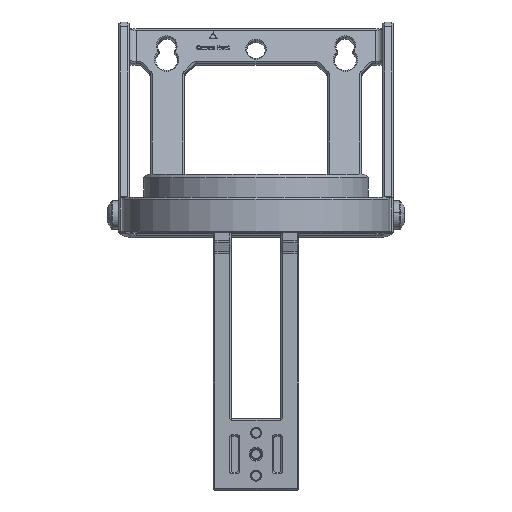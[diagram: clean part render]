
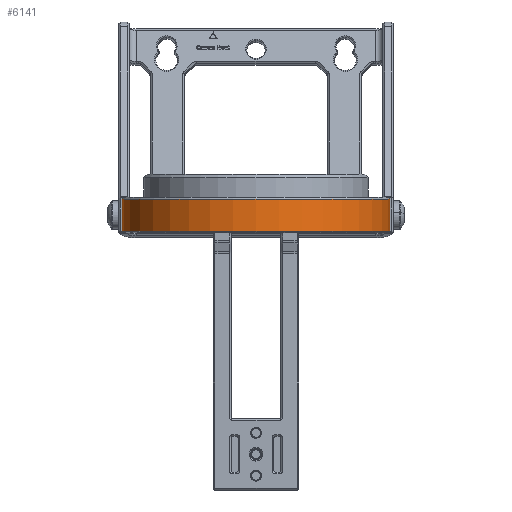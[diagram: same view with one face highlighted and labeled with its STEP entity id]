
A CAD part, front view. The second image highlights one B-rep face of the part: STEP entity #6141.
In plain terms, the highlighted cylindrical face has radius 37.5 mm (diameter 75 mm), a partial arc.
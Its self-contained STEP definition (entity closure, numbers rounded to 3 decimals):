
#109 = CIRCLE ( 'NONE', #74597, 37.5 ) ;
#1319 = EDGE_CURVE ( 'NONE', #68914, #41668, #68541, .T. ) ;
#4288 = EDGE_CURVE ( 'NONE', #41668, #19188, #21869, .T. ) ;
#4545 = CYLINDRICAL_SURFACE ( 'NONE', #7185, 37.5 ) ;
#6141 = ADVANCED_FACE ( 'NONE', ( #29542 ), #4545, .T. ) ;
#7185 = AXIS2_PLACEMENT_3D ( 'NONE', #61881, #30378, #67818 ) ;
#8582 = CARTESIAN_POINT ( 'NONE',  ( 37.5, 0., 4.5 ) ) ;
#9582 = DIRECTION ( 'NONE',  ( 0., 0., 1. ) ) ;
#14367 = DIRECTION ( 'NONE',  ( 0., 0., -1. ) ) ;
#19188 = VERTEX_POINT ( 'NONE', #50344 ) ;
#21869 = CIRCLE ( 'NONE', #73478, 37.5 ) ;
#25869 = DIRECTION ( 'NONE',  ( 0., 0., 1. ) ) ;
#28887 = ORIENTED_EDGE ( 'NONE', *, *, #62698, .T. ) ;
#29542 = FACE_OUTER_BOUND ( 'NONE', #37914, .T. ) ;
#30378 = DIRECTION ( 'NONE',  ( 0., 0., 1. ) ) ;
#31043 = ORIENTED_EDGE ( 'NONE', *, *, #4288, .T. ) ;
#33967 = ORIENTED_EDGE ( 'NONE', *, *, #1319, .T. ) ;
#34454 = VECTOR ( 'NONE', #39274, 1000. ) ;
#37914 = EDGE_LOOP ( 'NONE', ( #58042, #28887, #33967, #31043 ) ) ;
#39274 = DIRECTION ( 'NONE',  ( 0., 0., 1. ) ) ;
#39778 = CARTESIAN_POINT ( 'NONE',  ( 0., 0., 4.5 ) ) ;
#40275 = CARTESIAN_POINT ( 'NONE',  ( 0., 0., -4.5 ) ) ;
#41668 = VERTEX_POINT ( 'NONE', #8582 ) ;
#43790 = EDGE_CURVE ( 'NONE', #58681, #19188, #59228, .T. ) ;
#46536 = DIRECTION ( 'NONE',  ( 1., 0., 0. ) ) ;
#50344 = CARTESIAN_POINT ( 'NONE',  ( -37.5, 0., 4.5 ) ) ;
#52600 = CARTESIAN_POINT ( 'NONE',  ( -37.5, 0., -4.5 ) ) ;
#57061 = VECTOR ( 'NONE', #9582, 1000. ) ;
#58042 = ORIENTED_EDGE ( 'NONE', *, *, #43790, .F. ) ;
#58681 = VERTEX_POINT ( 'NONE', #52600 ) ;
#59228 = LINE ( 'NONE', #71113, #34454 ) ;
#59796 = DIRECTION ( 'NONE',  ( 1., 0., 0. ) ) ;
#61256 = CARTESIAN_POINT ( 'NONE',  ( 37.5, 0., -4.5 ) ) ;
#61881 = CARTESIAN_POINT ( 'NONE',  ( 0., 0., -5. ) ) ;
#62698 = EDGE_CURVE ( 'NONE', #58681, #68914, #109, .T. ) ;
#67719 = CARTESIAN_POINT ( 'NONE',  ( 37.5, 0., -5. ) ) ;
#67818 = DIRECTION ( 'NONE',  ( 1., 0., 0. ) ) ;
#68541 = LINE ( 'NONE', #67719, #57061 ) ;
#68914 = VERTEX_POINT ( 'NONE', #61256 ) ;
#71113 = CARTESIAN_POINT ( 'NONE',  ( -37.5, 0., -5. ) ) ;
#73478 = AXIS2_PLACEMENT_3D ( 'NONE', #39778, #14367, #46536 ) ;
#74597 = AXIS2_PLACEMENT_3D ( 'NONE', #40275, #25869, #59796 ) ;
